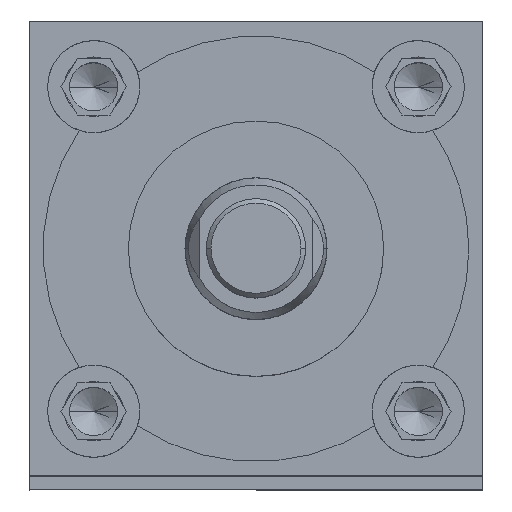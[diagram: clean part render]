
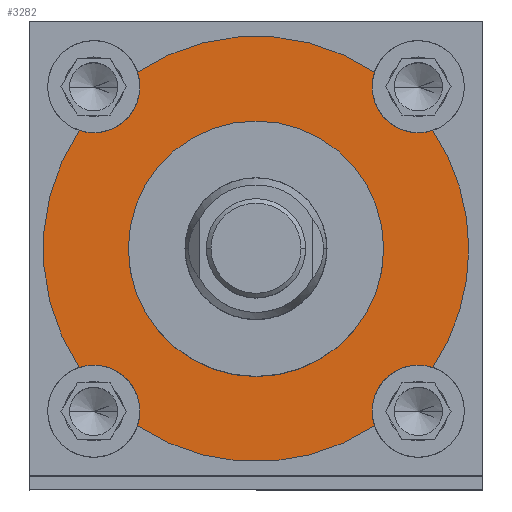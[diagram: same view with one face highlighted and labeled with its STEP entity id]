
A CAD part, top view. The second image highlights one B-rep face of the part: STEP entity #3282.
In plain terms, the highlighted planar face has unit normal (0, 0, 1).
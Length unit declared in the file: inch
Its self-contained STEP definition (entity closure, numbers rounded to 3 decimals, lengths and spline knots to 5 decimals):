
#45 = CARTESIAN_POINT ( 'NONE',  ( 0.52222, 0.77859, 35.62 ) ) ;
#139 = EDGE_LOOP ( 'NONE', ( #5043, #3530 ) ) ;
#229 = CIRCLE ( 'NONE', #7306, 0.9375 ) ;
#300 = AXIS2_PLACEMENT_3D ( 'NONE', #3772, #4292, #939 ) ;
#502 = VERTEX_POINT ( 'NONE', #4472 ) ;
#535 = CIRCLE ( 'NONE', #4063, 0.203 ) ;
#647 = CARTESIAN_POINT ( 'NONE',  ( 0.77859, 0.52222, 35.62 ) ) ;
#696 = CIRCLE ( 'NONE', #1879, 0.203 ) ;
#699 = DIRECTION ( 'NONE',  ( 0., 0., 1. ) ) ;
#700 = AXIS2_PLACEMENT_3D ( 'NONE', #3267, #7234, #5018 ) ;
#724 = CARTESIAN_POINT ( 'NONE',  ( 0.715, 0.715, 35.62 ) ) ;
#731 = EDGE_CURVE ( 'NONE', #5236, #6348, #1928, .T. ) ;
#754 = CARTESIAN_POINT ( 'NONE',  ( 0., 0., 35.62 ) ) ;
#761 = CIRCLE ( 'NONE', #998, 0.203 ) ;
#785 = EDGE_CURVE ( 'NONE', #5851, #4767, #6649, .T. ) ;
#791 = AXIS2_PLACEMENT_3D ( 'NONE', #5098, #5626, #2833 ) ;
#796 = AXIS2_PLACEMENT_3D ( 'NONE', #6411, #699, #1177 ) ;
#822 = DIRECTION ( 'NONE',  ( 0., 0., 1. ) ) ;
#939 = DIRECTION ( 'NONE',  ( 1., 0., 0. ) ) ;
#998 = AXIS2_PLACEMENT_3D ( 'NONE', #6604, #4970, #6016 ) ;
#1008 = CIRCLE ( 'NONE', #1956, 0.9375 ) ;
#1033 = CIRCLE ( 'NONE', #796, 0.9375 ) ;
#1107 = AXIS2_PLACEMENT_3D ( 'NONE', #3143, #4821, #4256 ) ;
#1128 = EDGE_LOOP ( 'NONE', ( #7236, #5366, #6100, #4270, #5503, #2383, #4857, #3126, #1433, #5090, #2357, #2969, #6688 ) ) ;
#1177 = DIRECTION ( 'NONE',  ( 1., 0., 0. ) ) ;
#1209 = DIRECTION ( 'NONE',  ( 0., 0., 1. ) ) ;
#1217 = VERTEX_POINT ( 'NONE', #6052 ) ;
#1222 = CIRCLE ( 'NONE', #2168, 0.203 ) ;
#1267 = EDGE_CURVE ( 'NONE', #4767, #2042, #761, .T. ) ;
#1433 = ORIENTED_EDGE ( 'NONE', *, *, #6304, .T. ) ;
#1695 = DIRECTION ( 'NONE',  ( 0., 0., 1. ) ) ;
#1738 = CARTESIAN_POINT ( 'NONE',  ( 0.512, 0.715, 35.62 ) ) ;
#1857 = AXIS2_PLACEMENT_3D ( 'NONE', #6184, #2793, #5057 ) ;
#1879 = AXIS2_PLACEMENT_3D ( 'NONE', #6293, #1209, #3924 ) ;
#1928 = CIRCLE ( 'NONE', #2851, 0.5625 ) ;
#1939 = CARTESIAN_POINT ( 'NONE',  ( 0.77859, -0.52222, 35.62 ) ) ;
#1956 = AXIS2_PLACEMENT_3D ( 'NONE', #754, #4675, #6463 ) ;
#1996 = DIRECTION ( 'NONE',  ( 1., 0., 0. ) ) ;
#2000 = CARTESIAN_POINT ( 'NONE',  ( 0.9375, 0., 35.62 ) ) ;
#2006 = PLANE ( 'NONE',  #1107 ) ;
#2042 = VERTEX_POINT ( 'NONE', #3819 ) ;
#2046 = EDGE_CURVE ( 'NONE', #1217, #502, #7074, .T. ) ;
#2168 = AXIS2_PLACEMENT_3D ( 'NONE', #724, #2967, #2423 ) ;
#2188 = EDGE_CURVE ( 'NONE', #6219, #3151, #696, .T. ) ;
#2311 = CARTESIAN_POINT ( 'NONE',  ( -0.512, -0.715, 35.62 ) ) ;
#2357 = ORIENTED_EDGE ( 'NONE', *, *, #6539, .F. ) ;
#2383 = ORIENTED_EDGE ( 'NONE', *, *, #5403, .T. ) ;
#2423 = DIRECTION ( 'NONE',  ( 1., 0., 0. ) ) ;
#2540 = CIRCLE ( 'NONE', #5971, 0.5625 ) ;
#2583 = EDGE_CURVE ( 'NONE', #6348, #5236, #2540, .T. ) ;
#2586 = DIRECTION ( 'NONE',  ( 1., 0., 0. ) ) ;
#2687 = CARTESIAN_POINT ( 'NONE',  ( 0., 0., 35.62 ) ) ;
#2741 = EDGE_CURVE ( 'NONE', #5814, #3151, #1008, .T. ) ;
#2793 = DIRECTION ( 'NONE',  ( 0., 0., 1. ) ) ;
#2817 = VERTEX_POINT ( 'NONE', #1939 ) ;
#2833 = DIRECTION ( 'NONE',  ( 1., 0., 0. ) ) ;
#2851 = AXIS2_PLACEMENT_3D ( 'NONE', #2687, #4877, #5961 ) ;
#2967 = DIRECTION ( 'NONE',  ( 0., 0., 1. ) ) ;
#2969 = ORIENTED_EDGE ( 'NONE', *, *, #6609, .T. ) ;
#3126 = ORIENTED_EDGE ( 'NONE', *, *, #785, .F. ) ;
#3136 = AXIS2_PLACEMENT_3D ( 'NONE', #6521, #4275, #5960 ) ;
#3143 = CARTESIAN_POINT ( 'NONE',  ( 0., 0., 35.62 ) ) ;
#3151 = VERTEX_POINT ( 'NONE', #647 ) ;
#3190 = VERTEX_POINT ( 'NONE', #2311 ) ;
#3252 = EDGE_CURVE ( 'NONE', #4873, #6219, #1222, .T. ) ;
#3267 = CARTESIAN_POINT ( 'NONE',  ( 0.715, -0.715, 35.62 ) ) ;
#3282 = ADVANCED_FACE ( 'NONE', ( #6565, #4788 ), #2006, .T. ) ;
#3530 = ORIENTED_EDGE ( 'NONE', *, *, #731, .F. ) ;
#3542 = CARTESIAN_POINT ( 'NONE',  ( -0.77859, -0.52222, 35.62 ) ) ;
#3647 = CARTESIAN_POINT ( 'NONE',  ( -0.5625, 0., 35.62 ) ) ;
#3772 = CARTESIAN_POINT ( 'NONE',  ( 0., 0., 35.62 ) ) ;
#3819 = CARTESIAN_POINT ( 'NONE',  ( -0.52222, 0.77859, 35.62 ) ) ;
#3836 = CIRCLE ( 'NONE', #791, 0.203 ) ;
#3924 = DIRECTION ( 'NONE',  ( 1., 0., 0. ) ) ;
#3936 = DIRECTION ( 'NONE',  ( 1., 0., 0. ) ) ;
#4003 = EDGE_CURVE ( 'NONE', #2817, #5814, #229, .T. ) ;
#4063 = AXIS2_PLACEMENT_3D ( 'NONE', #6002, #822, #2586 ) ;
#4114 = VERTEX_POINT ( 'NONE', #3542 ) ;
#4256 = DIRECTION ( 'NONE',  ( 1., 0., 0. ) ) ;
#4270 = ORIENTED_EDGE ( 'NONE', *, *, #2188, .F. ) ;
#4275 = DIRECTION ( 'NONE',  ( 0., 0., 1. ) ) ;
#4292 = DIRECTION ( 'NONE',  ( 0., 0., 1. ) ) ;
#4472 = CARTESIAN_POINT ( 'NONE',  ( 0.52222, -0.77859, 35.62 ) ) ;
#4530 = VERTEX_POINT ( 'NONE', #6401 ) ;
#4675 = DIRECTION ( 'NONE',  ( 0., 0., 1. ) ) ;
#4767 = VERTEX_POINT ( 'NONE', #5564 ) ;
#4788 = FACE_BOUND ( 'NONE', #139, .T. ) ;
#4821 = DIRECTION ( 'NONE',  ( 0., 0., 1. ) ) ;
#4850 = CARTESIAN_POINT ( 'NONE',  ( -0.77859, 0.52222, 35.62 ) ) ;
#4857 = ORIENTED_EDGE ( 'NONE', *, *, #1267, .F. ) ;
#4873 = VERTEX_POINT ( 'NONE', #45 ) ;
#4877 = DIRECTION ( 'NONE',  ( 0., 0., 1. ) ) ;
#4970 = DIRECTION ( 'NONE',  ( 0., 0., 1. ) ) ;
#5018 = DIRECTION ( 'NONE',  ( 1., 0., 0. ) ) ;
#5041 = DIRECTION ( 'NONE',  ( 0., 0., 1. ) ) ;
#5043 = ORIENTED_EDGE ( 'NONE', *, *, #2583, .F. ) ;
#5057 = DIRECTION ( 'NONE',  ( 1., 0., 0. ) ) ;
#5090 = ORIENTED_EDGE ( 'NONE', *, *, #5844, .F. ) ;
#5098 = CARTESIAN_POINT ( 'NONE',  ( 0.715, -0.715, 35.62 ) ) ;
#5236 = VERTEX_POINT ( 'NONE', #6362 ) ;
#5289 = CIRCLE ( 'NONE', #1857, 0.203 ) ;
#5366 = ORIENTED_EDGE ( 'NONE', *, *, #4003, .T. ) ;
#5403 = EDGE_CURVE ( 'NONE', #4873, #2042, #7255, .T. ) ;
#5503 = ORIENTED_EDGE ( 'NONE', *, *, #3252, .F. ) ;
#5564 = CARTESIAN_POINT ( 'NONE',  ( -0.512, 0.715, 35.62 ) ) ;
#5626 = DIRECTION ( 'NONE',  ( 0., 0., 1. ) ) ;
#5703 = CARTESIAN_POINT ( 'NONE',  ( 0., 0., 35.62 ) ) ;
#5755 = CIRCLE ( 'NONE', #3136, 0.9375 ) ;
#5814 = VERTEX_POINT ( 'NONE', #2000 ) ;
#5844 = EDGE_CURVE ( 'NONE', #3190, #4114, #535, .T. ) ;
#5851 = VERTEX_POINT ( 'NONE', #4850 ) ;
#5960 = DIRECTION ( 'NONE',  ( 1., 0., 0. ) ) ;
#5961 = DIRECTION ( 'NONE',  ( 1., 0., 0. ) ) ;
#5971 = AXIS2_PLACEMENT_3D ( 'NONE', #6749, #5041, #7302 ) ;
#6002 = CARTESIAN_POINT ( 'NONE',  ( -0.715, -0.715, 35.62 ) ) ;
#6016 = DIRECTION ( 'NONE',  ( 1., 0., 0. ) ) ;
#6045 = EDGE_CURVE ( 'NONE', #2817, #1217, #3836, .T. ) ;
#6052 = CARTESIAN_POINT ( 'NONE',  ( 0.512, -0.715, 35.62 ) ) ;
#6100 = ORIENTED_EDGE ( 'NONE', *, *, #2741, .T. ) ;
#6184 = CARTESIAN_POINT ( 'NONE',  ( -0.715, -0.715, 35.62 ) ) ;
#6219 = VERTEX_POINT ( 'NONE', #1738 ) ;
#6293 = CARTESIAN_POINT ( 'NONE',  ( 0.715, 0.715, 35.62 ) ) ;
#6304 = EDGE_CURVE ( 'NONE', #5851, #4114, #5755, .T. ) ;
#6348 = VERTEX_POINT ( 'NONE', #3647 ) ;
#6362 = CARTESIAN_POINT ( 'NONE',  ( 0.5625, 0., 35.62 ) ) ;
#6401 = CARTESIAN_POINT ( 'NONE',  ( -0.52222, -0.77859, 35.62 ) ) ;
#6411 = CARTESIAN_POINT ( 'NONE',  ( 0., 0., 35.62 ) ) ;
#6463 = DIRECTION ( 'NONE',  ( 1., 0., 0. ) ) ;
#6521 = CARTESIAN_POINT ( 'NONE',  ( 0., 0., 35.62 ) ) ;
#6539 = EDGE_CURVE ( 'NONE', #4530, #3190, #5289, .T. ) ;
#6565 = FACE_OUTER_BOUND ( 'NONE', #1128, .T. ) ;
#6604 = CARTESIAN_POINT ( 'NONE',  ( -0.715, 0.715, 35.62 ) ) ;
#6609 = EDGE_CURVE ( 'NONE', #4530, #502, #1033, .T. ) ;
#6620 = CARTESIAN_POINT ( 'NONE',  ( -0.715, 0.715, 35.62 ) ) ;
#6649 = CIRCLE ( 'NONE', #7228, 0.203 ) ;
#6688 = ORIENTED_EDGE ( 'NONE', *, *, #2046, .F. ) ;
#6749 = CARTESIAN_POINT ( 'NONE',  ( 0., 0., 35.62 ) ) ;
#7074 = CIRCLE ( 'NONE', #700, 0.203 ) ;
#7209 = DIRECTION ( 'NONE',  ( 0., 0., 1. ) ) ;
#7228 = AXIS2_PLACEMENT_3D ( 'NONE', #6620, #7209, #1996 ) ;
#7234 = DIRECTION ( 'NONE',  ( 0., 0., 1. ) ) ;
#7236 = ORIENTED_EDGE ( 'NONE', *, *, #6045, .F. ) ;
#7255 = CIRCLE ( 'NONE', #300, 0.9375 ) ;
#7302 = DIRECTION ( 'NONE',  ( 1., 0., 0. ) ) ;
#7306 = AXIS2_PLACEMENT_3D ( 'NONE', #5703, #1695, #3936 ) ;
